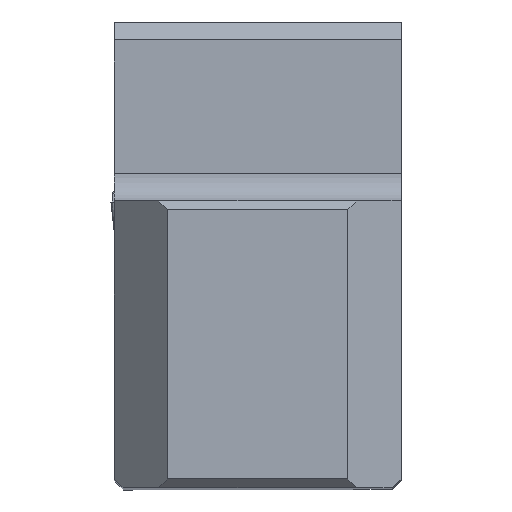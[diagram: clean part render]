
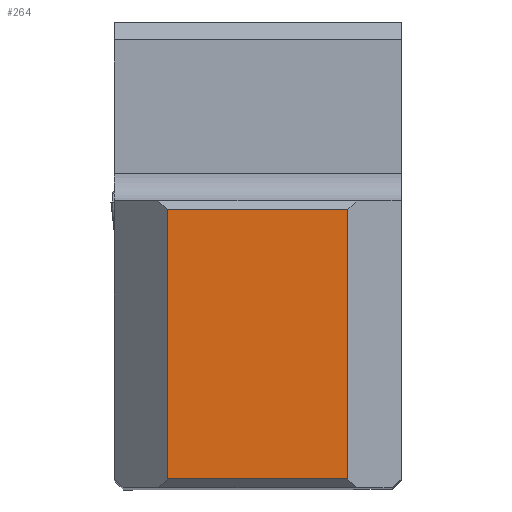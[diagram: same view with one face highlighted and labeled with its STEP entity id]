
A CAD part, top view. The second image highlights one B-rep face of the part: STEP entity #264.
In plain terms, the highlighted planar face has unit normal (0, 0, 1).
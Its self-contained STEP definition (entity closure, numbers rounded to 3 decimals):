
#264=ADVANCED_FACE('BLANK_BOXF006',(#424),#368,.T.);
#368=PLANE('',#2084);
#424=FACE_OUTER_BOUND('',#531,.T.);
#531=EDGE_LOOP('',(#769,#770,#771,#772));
#769=ORIENTED_EDGE('',*,*,#1482,.F.);
#770=ORIENTED_EDGE('',*,*,#1483,.T.);
#771=ORIENTED_EDGE('',*,*,#1484,.F.);
#772=ORIENTED_EDGE('',*,*,#1485,.T.);
#1286=VERTEX_POINT('',#2865);
#1287=VERTEX_POINT('',#2866);
#1288=VERTEX_POINT('',#2868);
#1289=VERTEX_POINT('',#2870);
#1482=EDGE_CURVE('',#1286,#1287,#1743,.T.);
#1483=EDGE_CURVE('',#1286,#1288,#1744,.T.);
#1484=EDGE_CURVE('',#1289,#1288,#1745,.T.);
#1485=EDGE_CURVE('',#1289,#1287,#1746,.T.);
#1743=LINE('',#2864,#1894);
#1744=LINE('',#2867,#1895);
#1745=LINE('',#2869,#1896);
#1746=LINE('',#2871,#1897);
#1894=VECTOR('',#2317,1.);
#1895=VECTOR('',#2318,1.);
#1896=VECTOR('',#2319,1.);
#1897=VECTOR('',#2320,1.);
#2084=AXIS2_PLACEMENT_3D('',#2872,#2321,#2322);
#2317=DIRECTION('',(0.,1.,0.));
#2318=DIRECTION('',(1.,0.,0.));
#2319=DIRECTION('',(0.,-1.,0.));
#2320=DIRECTION('',(-1.,0.,0.));
#2321=DIRECTION('',(0.,0.,1.));
#2322=DIRECTION('',(1.,0.,0.));
#2864=CARTESIAN_POINT('',(-13.001,7.988,0.));
#2865=CARTESIAN_POINT('',(-13.001,0.5,0.));
#2866=CARTESIAN_POINT('',(-13.001,15.475,0.));
#2867=CARTESIAN_POINT('',(-7.988,0.5,0.));
#2868=CARTESIAN_POINT('',(-2.974,0.5,0.));
#2869=CARTESIAN_POINT('',(-2.974,7.988,0.));
#2870=CARTESIAN_POINT('',(-2.974,15.475,0.));
#2871=CARTESIAN_POINT('',(-7.988,15.475,0.));
#2872=CARTESIAN_POINT('',(-7.988,7.988,0.));
